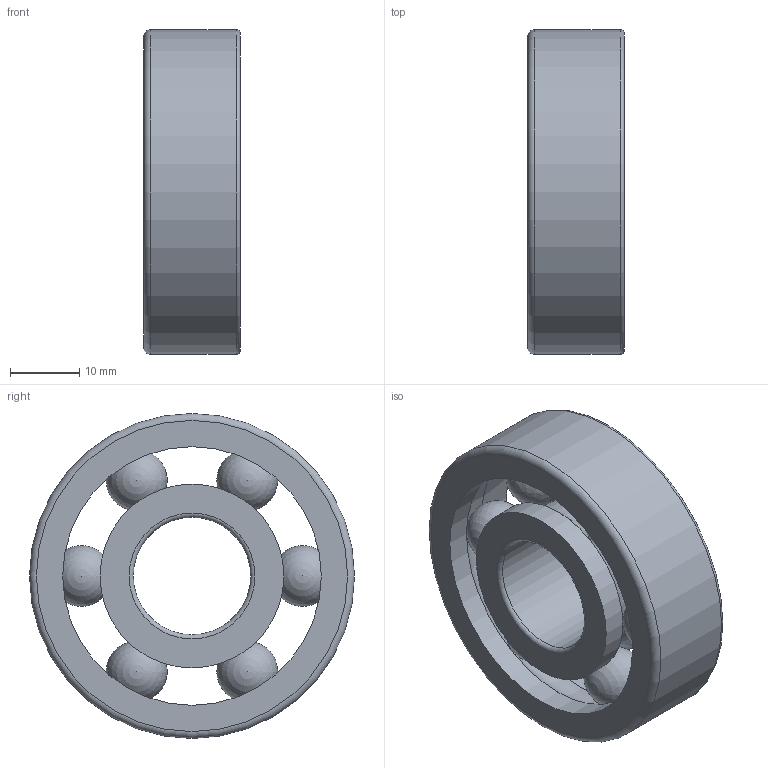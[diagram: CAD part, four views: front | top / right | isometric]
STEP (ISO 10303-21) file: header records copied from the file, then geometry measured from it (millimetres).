
FILE_DESCRIPTION(/* description */ ('STEP AP214'),/* implementation_level */ '2;1');
FILE_NAME(/* name */ '7303B',/* time_stamp */ '2025-09-23T17:32:11+02:00',/* author */ ('License CC BY-ND 4.0'),/* organization */ ('CADENAS'),/* preprocessor_version */ 'ST-DEVELOPER v19.3',/* originating_system */ 'PARTsolutions',/* authorisation */ ' ');
FILE_SCHEMA (('AUTOMOTIVE_DESIGN {1 0 10303 214 3 1 1}'));
Length unit declared in the file: millimetre
Products named in the file (4): 7303B; 7303B0 Inner ring; 7303B0 Outer ring; 7303B0 Ball
Assembly tree (8 placements, depth 2):
  7303B
    7303B0 Inner ring
    7303B0 Outer ring
    7303B0 Ball  x6
Bounding box: 14 x 47 x 47 mm (x, y, z)
Volume: 12662.1 mm3; surface area: 8830.1 mm2
Topology: 8 solids, 8 shells, 22 faces, 46 edges, 28 vertices
Faces by surface type: torus 6, sphere 6, cylinder 5, plane 4, cone 1
Full cylindrical faces by diameter (mm): 17 x1, 26.6 x2, 37.4 x1, 47 x1
Entity records: 487 total; most frequent: DIRECTION 84, CARTESIAN_POINT 59, AXIS2_PLACEMENT_3D 42, FACE_BOUND 33, ORIENTED_EDGE 32, EDGE_LOOP 32, VERTEX_POINT 17, ADVANCED_FACE 17
